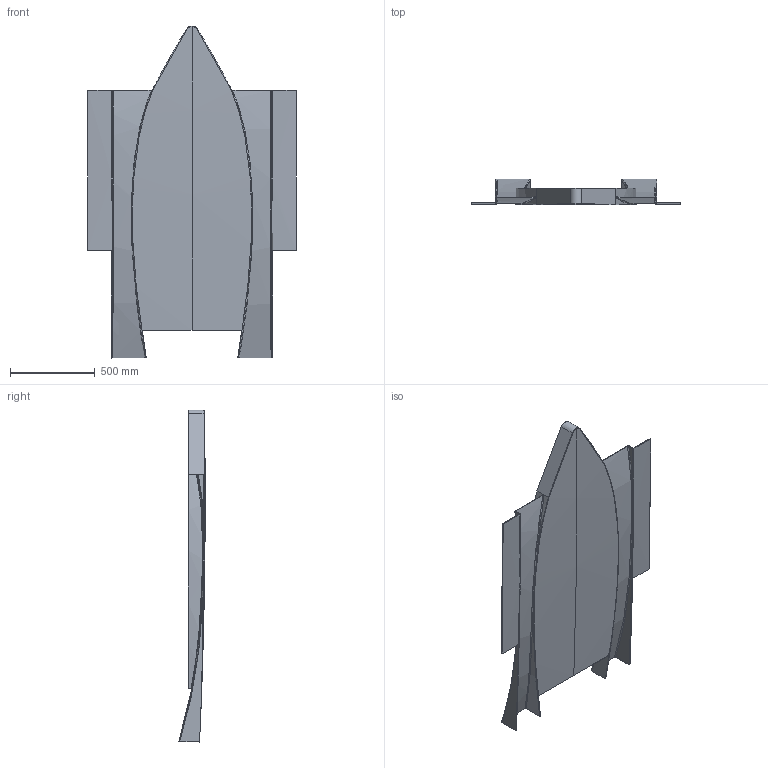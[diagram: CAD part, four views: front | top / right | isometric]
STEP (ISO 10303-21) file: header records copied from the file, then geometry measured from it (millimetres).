
FILE_DESCRIPTION (( 'STEP AP214' ), '1' );
FILE_NAME ('Undertrays_V8_intersecting_mirrored.STEP', '2024-11-19T22:01:33', ( '' ), ( '' ), 'SwSTEP 2.0', 'SolidWorks 2024', '' );
FILE_SCHEMA (( 'AUTOMOTIVE_DESIGN' ));
Length unit declared in the file: inch
Products named in the file (1): Undertrays_V8_intersecting_mirrored
Bounding box: 1231.9 x 156.07 x 1961.33 mm (x, y, z)
Volume: 90618283.2 mm3; surface area: 4222069.1 mm2
Topology: 1 solids, 1 shells, 112 faces, 288 edges, 178 vertices
Faces by surface type: bspline 82, plane 24, cylinder 6
Entity records: 9561 total; most frequent: CARTESIAN_POINT 7484, ORIENTED_EDGE 576, EDGE_CURVE 288, DIRECTION 204, VERTEX_POINT 178, B_SPLINE_CURVE_WITH_KNOTS 165, FACE_OUTER_BOUND 112, EDGE_LOOP 112
